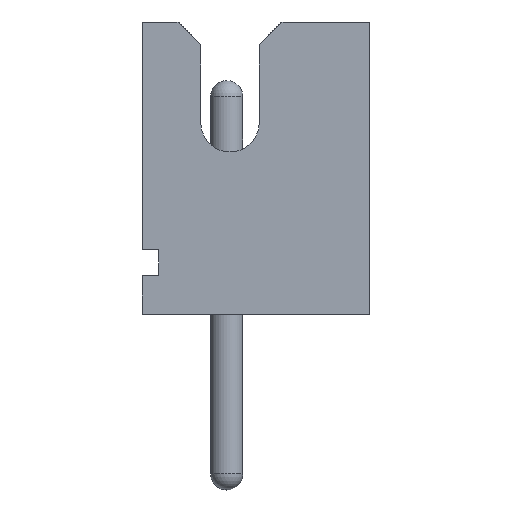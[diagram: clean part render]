
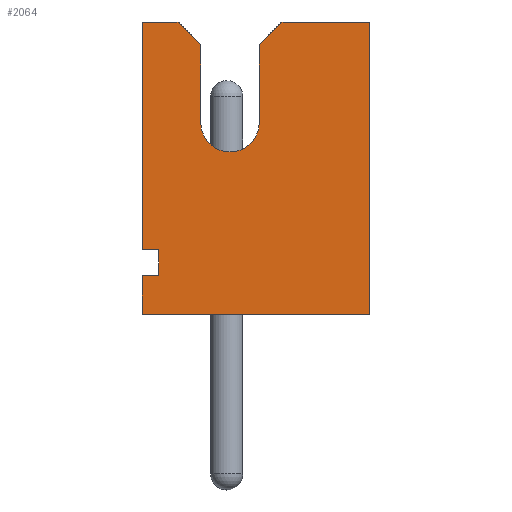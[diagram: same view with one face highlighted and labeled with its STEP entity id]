
A CAD part, front view. The second image highlights one B-rep face of the part: STEP entity #2064.
In plain terms, the highlighted planar face has unit normal (0, -1, 0).
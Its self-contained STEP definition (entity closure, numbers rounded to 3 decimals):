
#145=CIRCLE('',#2248,0.45);
#220=FACE_OUTER_BOUND('',#330,.T.);
#330=EDGE_LOOP('',(#1596,#1597,#1598,#1599,#1600,#1601,#1602,#1603,#1604,
#1605,#1606,#1607,#1608,#1609));
#433=LINE('',#3063,#665);
#436=LINE('',#3069,#668);
#440=LINE('',#3076,#672);
#448=LINE('',#3099,#680);
#458=LINE('',#3119,#690);
#468=LINE('',#3140,#700);
#471=LINE('',#3146,#703);
#511=LINE('',#3228,#743);
#518=LINE('',#3243,#750);
#519=LINE('',#3245,#751);
#520=LINE('',#3246,#752);
#521=LINE('',#3248,#753);
#522=LINE('',#3249,#754);
#665=VECTOR('',#2523,10.);
#668=VECTOR('',#2528,10.);
#672=VECTOR('',#2534,10.);
#680=VECTOR('',#2552,10.);
#690=VECTOR('',#2568,10.);
#700=VECTOR('',#2582,10.);
#703=VECTOR('',#2587,10.);
#743=VECTOR('',#2635,10.);
#750=VECTOR('',#2648,10.);
#751=VECTOR('',#2649,10.);
#752=VECTOR('',#2650,10.);
#753=VECTOR('',#2651,10.);
#754=VECTOR('',#2652,10.);
#932=VERTEX_POINT('',#3060);
#933=VERTEX_POINT('',#3062);
#935=VERTEX_POINT('',#3068);
#937=VERTEX_POINT('',#3074);
#946=VERTEX_POINT('',#3096);
#947=VERTEX_POINT('',#3098);
#954=VERTEX_POINT('',#3118);
#962=VERTEX_POINT('',#3137);
#963=VERTEX_POINT('',#3139);
#965=VERTEX_POINT('',#3145);
#1003=VERTEX_POINT('',#3226);
#1008=VERTEX_POINT('',#3242);
#1009=VERTEX_POINT('',#3244);
#1010=VERTEX_POINT('',#3247);
#1149=EDGE_CURVE('',#933,#932,#433,.T.);
#1152=EDGE_CURVE('',#935,#933,#436,.T.);
#1156=EDGE_CURVE('',#932,#937,#440,.T.);
#1166=EDGE_CURVE('',#947,#946,#448,.T.);
#1176=EDGE_CURVE('',#954,#947,#458,.T.);
#1186=EDGE_CURVE('',#963,#962,#468,.T.);
#1189=EDGE_CURVE('',#965,#963,#471,.T.);
#1192=EDGE_CURVE('',#946,#965,#145,.T.);
#1231=EDGE_CURVE('',#1003,#937,#511,.T.);
#1238=EDGE_CURVE('',#1003,#1008,#518,.T.);
#1239=EDGE_CURVE('',#1008,#1009,#519,.T.);
#1240=EDGE_CURVE('',#954,#1009,#520,.T.);
#1241=EDGE_CURVE('',#1010,#962,#521,.T.);
#1242=EDGE_CURVE('',#935,#1010,#522,.T.);
#1596=ORIENTED_EDGE('',*,*,#1152,.T.);
#1597=ORIENTED_EDGE('',*,*,#1149,.T.);
#1598=ORIENTED_EDGE('',*,*,#1156,.T.);
#1599=ORIENTED_EDGE('',*,*,#1231,.F.);
#1600=ORIENTED_EDGE('',*,*,#1238,.T.);
#1601=ORIENTED_EDGE('',*,*,#1239,.T.);
#1602=ORIENTED_EDGE('',*,*,#1240,.F.);
#1603=ORIENTED_EDGE('',*,*,#1176,.T.);
#1604=ORIENTED_EDGE('',*,*,#1166,.T.);
#1605=ORIENTED_EDGE('',*,*,#1192,.T.);
#1606=ORIENTED_EDGE('',*,*,#1189,.T.);
#1607=ORIENTED_EDGE('',*,*,#1186,.T.);
#1608=ORIENTED_EDGE('',*,*,#1241,.F.);
#1609=ORIENTED_EDGE('',*,*,#1242,.F.);
#1954=PLANE('',#2252);
#2064=ADVANCED_FACE('',(#220),#1954,.T.);
#2248=AXIS2_PLACEMENT_3D('',#3150,#2593,#2594);
#2252=AXIS2_PLACEMENT_3D('',#3241,#2646,#2647);
#2523=DIRECTION('',(0.,0.,-1.));
#2528=DIRECTION('',(1.,0.,0.));
#2534=DIRECTION('',(-1.,0.,0.));
#2552=DIRECTION('',(0.,0.,-1.));
#2568=DIRECTION('',(-0.707,0.,-0.707));
#2582=DIRECTION('',(-0.707,0.,0.707));
#2587=DIRECTION('',(0.,0.,1.));
#2593=DIRECTION('center_axis',(0.,1.,0.));
#2594=DIRECTION('ref_axis',(-1.,0.,0.));
#2635=DIRECTION('',(0.,0.,1.));
#2646=DIRECTION('center_axis',(0.,-1.,0.));
#2647=DIRECTION('ref_axis',(1.,0.,0.));
#2648=DIRECTION('',(1.,0.,0.));
#2649=DIRECTION('',(0.,0.,1.));
#2650=DIRECTION('',(1.,0.,0.));
#2651=DIRECTION('',(1.,0.,0.));
#2652=DIRECTION('',(0.,0.,1.));
#3060=CARTESIAN_POINT('',(-1.05,-1.5,0.6));
#3062=CARTESIAN_POINT('',(-1.05,-1.5,1.));
#3063=CARTESIAN_POINT('',(-1.05,-1.5,0.5));
#3068=CARTESIAN_POINT('',(-1.3,-1.5,1.));
#3069=CARTESIAN_POINT('',(-1.3,-1.5,1.));
#3074=CARTESIAN_POINT('',(-1.3,-1.5,0.6));
#3076=CARTESIAN_POINT('',(-1.175,-1.5,0.6));
#3096=CARTESIAN_POINT('',(0.5,-1.5,2.95));
#3098=CARTESIAN_POINT('',(0.5,-1.5,4.15));
#3099=CARTESIAN_POINT('',(0.5,-1.5,2.075));
#3118=CARTESIAN_POINT('',(0.85,-1.5,4.5));
#3119=CARTESIAN_POINT('',(-0.813,-1.5,2.838));
#3137=CARTESIAN_POINT('',(-0.75,-1.5,4.5));
#3139=CARTESIAN_POINT('',(-0.4,-1.5,4.15));
#3140=CARTESIAN_POINT('',(0.413,-1.5,3.338));
#3145=CARTESIAN_POINT('',(-0.4,-1.5,2.95));
#3146=CARTESIAN_POINT('',(-0.4,-1.5,1.475));
#3150=CARTESIAN_POINT('Origin',(0.05,-1.5,2.95));
#3226=CARTESIAN_POINT('',(-1.3,-1.5,0.));
#3228=CARTESIAN_POINT('',(-1.3,-1.5,0.));
#3241=CARTESIAN_POINT('Origin',(-1.3,-1.5,0.));
#3242=CARTESIAN_POINT('',(2.2,-1.5,0.));
#3243=CARTESIAN_POINT('',(-1.3,-1.5,0.));
#3244=CARTESIAN_POINT('',(2.2,-1.5,4.5));
#3245=CARTESIAN_POINT('',(2.2,-1.5,0.));
#3246=CARTESIAN_POINT('',(-1.3,-1.5,4.5));
#3247=CARTESIAN_POINT('',(-1.3,-1.5,4.5));
#3248=CARTESIAN_POINT('',(-1.3,-1.5,4.5));
#3249=CARTESIAN_POINT('',(-1.3,-1.5,0.));
